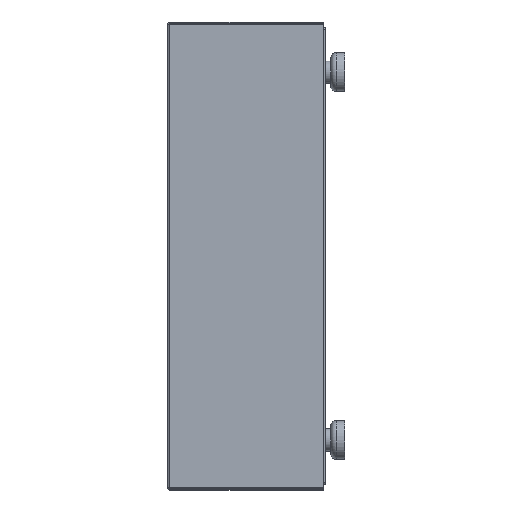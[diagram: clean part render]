
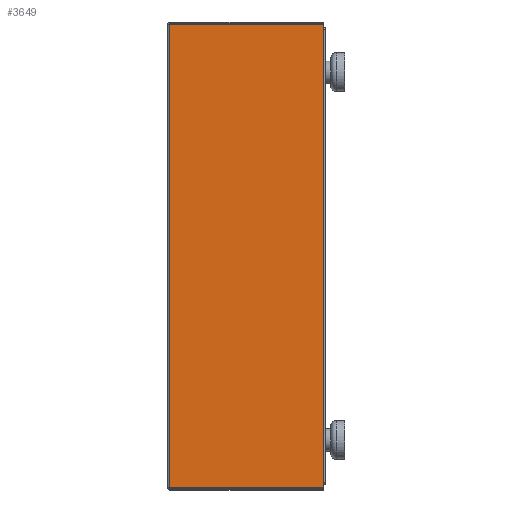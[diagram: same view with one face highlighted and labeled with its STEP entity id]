
A CAD part, left-side view. The second image highlights one B-rep face of the part: STEP entity #3649.
In plain terms, the highlighted face is planar.
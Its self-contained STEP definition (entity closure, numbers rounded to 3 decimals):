
#91 = ORIENTED_EDGE ( 'NONE', *, *, #2152, .T. ) ;
#105 = CARTESIAN_POINT ( 'NONE',  ( 260., -140., 208. ) ) ;
#199 = FACE_OUTER_BOUND ( 'NONE', #1714, .T. ) ;
#350 = CARTESIAN_POINT ( 'NONE',  ( 260., -2., 208. ) ) ;
#463 = DIRECTION ( 'NONE',  ( 1., 0., 0. ) ) ;
#588 = VERTEX_POINT ( 'NONE', #2815 ) ;
#675 = CARTESIAN_POINT ( 'NONE',  ( 260., -2., 208. ) ) ;
#690 = VERTEX_POINT ( 'NONE', #675 ) ;
#794 = CARTESIAN_POINT ( 'NONE',  ( 260., -140., 208. ) ) ;
#810 = VECTOR ( 'NONE', #1363, 1000. ) ;
#1287 = LINE ( 'NONE', #350, #1302 ) ;
#1302 = VECTOR ( 'NONE', #3766, 1000. ) ;
#1363 = DIRECTION ( 'NONE',  ( 0., 1., 0. ) ) ;
#1411 = LINE ( 'NONE', #105, #810 ) ;
#1660 = AXIS2_PLACEMENT_3D ( 'NONE', #3019, #463, #3641 ) ;
#1714 = EDGE_LOOP ( 'NONE', ( #3939, #91, #3583, #3214 ) ) ;
#1729 = LINE ( 'NONE', #794, #2076 ) ;
#1793 = CARTESIAN_POINT ( 'NONE',  ( 260., -140., -208. ) ) ;
#1869 = EDGE_CURVE ( 'NONE', #3661, #588, #2679, .T. ) ;
#2076 = VECTOR ( 'NONE', #2644, 1000. ) ;
#2152 = EDGE_CURVE ( 'NONE', #588, #690, #1287, .T. ) ;
#2233 = CARTESIAN_POINT ( 'NONE',  ( 260., -140., 208. ) ) ;
#2290 = EDGE_CURVE ( 'NONE', #2568, #3661, #1729, .T. ) ;
#2334 = VECTOR ( 'NONE', #3328, 1000. ) ;
#2568 = VERTEX_POINT ( 'NONE', #2233 ) ;
#2644 = DIRECTION ( 'NONE',  ( 0., 0., -1. ) ) ;
#2679 = LINE ( 'NONE', #3908, #2334 ) ;
#2815 = CARTESIAN_POINT ( 'NONE',  ( 260., -2., -208. ) ) ;
#3019 = CARTESIAN_POINT ( 'NONE',  ( 260., -140., 208. ) ) ;
#3214 = ORIENTED_EDGE ( 'NONE', *, *, #2290, .T. ) ;
#3264 = PLANE ( 'NONE',  #1660 ) ;
#3328 = DIRECTION ( 'NONE',  ( 0., 1., 0. ) ) ;
#3583 = ORIENTED_EDGE ( 'NONE', *, *, #3968, .F. ) ;
#3641 = DIRECTION ( 'NONE',  ( 0., 0., -1. ) ) ;
#3649 = ADVANCED_FACE ( 'NONE', ( #199 ), #3264, .T. ) ;
#3661 = VERTEX_POINT ( 'NONE', #1793 ) ;
#3766 = DIRECTION ( 'NONE',  ( 0., 0., 1. ) ) ;
#3908 = CARTESIAN_POINT ( 'NONE',  ( 260., -140., -208. ) ) ;
#3939 = ORIENTED_EDGE ( 'NONE', *, *, #1869, .T. ) ;
#3968 = EDGE_CURVE ( 'NONE', #2568, #690, #1411, .T. ) ;
